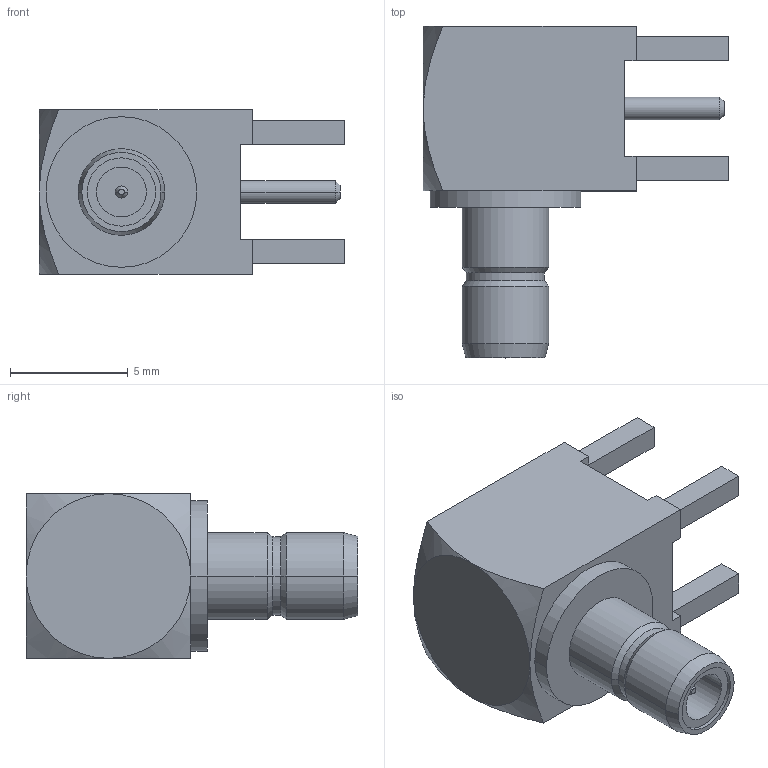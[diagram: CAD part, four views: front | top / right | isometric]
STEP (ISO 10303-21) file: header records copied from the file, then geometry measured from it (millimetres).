
FILE_DESCRIPTION((''),'2;1');
FILE_NAME('SMB1252B1-3GT30G-50_SW0001','2019-11-27T',('Vijayaragavan'),(''),'CREO PARAMETRIC BY PTC INC, 2018360','CREO PARAMETRIC BY PTC INC, 2018360','');
FILE_SCHEMA(('CONFIG_CONTROL_DESIGN'));
Length unit declared in the file: millimetre
Products named in the file (1): SMB1252B1-3GT30G-50_SW0001
Bounding box: 13 x 14.1 x 7 mm (x, y, z)
Volume: 515.4 mm3; surface area: 536 mm2
Topology: 1 solids, 1 shells, 69 faces, 162 edges, 102 vertices
Faces by surface type: plane 37, cone 16, cylinder 16
Entity records: 2092 total; most frequent: CARTESIAN_POINT 445, DIRECTION 338, ORIENTED_EDGE 324, EDGE_CURVE 162, AXIS2_PLACEMENT_3D 115, VECTOR 108, LINE 108, VERTEX_POINT 102
